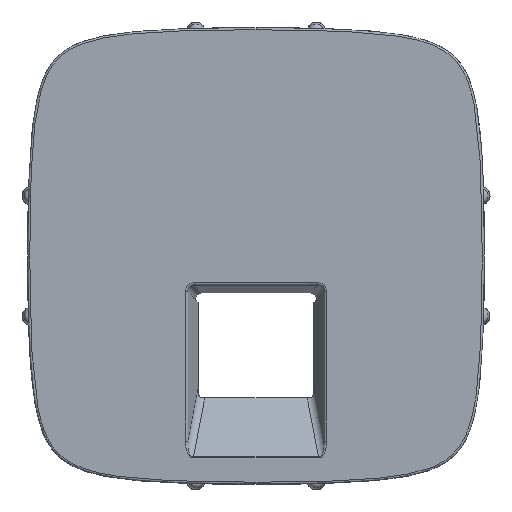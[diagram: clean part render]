
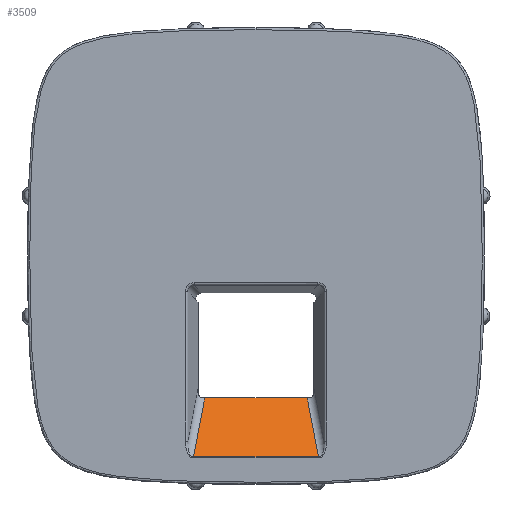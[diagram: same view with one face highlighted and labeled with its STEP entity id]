
A CAD part, top view. The second image highlights one B-rep face of the part: STEP entity #3509.
In plain terms, the highlighted planar face has unit normal (0, 0.463, 0.887).
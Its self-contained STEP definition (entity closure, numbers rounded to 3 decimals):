
#3488=AXIS2_PLACEMENT_3D('Plane Axis2P3D',#3485,#3486,#3487) ;
#1572=CARTESIAN_POINT('Vertex',(-7.256,-23.335,11.166)) ;
#1607=CARTESIAN_POINT('Vertex',(7.256,-23.335,11.166)) ;
#1610=CARTESIAN_POINT('Line Origine',(4.533,-23.335,11.166)) ;
#3069=CARTESIAN_POINT('Vertex',(5.959,-16.5,7.6)) ;
#3072=CARTESIAN_POINT('Line Origine',(6.362,-18.623,8.708)) ;
#3350=CARTESIAN_POINT('Line Origine',(-6.362,-18.623,8.708)) ;
#3354=CARTESIAN_POINT('Vertex',(-5.959,-16.5,7.6)) ;
#3485=CARTESIAN_POINT('Axis2P3D Location',(6.7,-16.5,7.6)) ;
#3490=CARTESIAN_POINT('Line Origine',(2.979,-16.5,7.6)) ;
#3494=CARTESIAN_POINT('Vertex',(0.,-16.5,7.6)) ;
#3497=CARTESIAN_POINT('Line Origine',(-2.979,-16.5,7.6)) ;
#1611=DIRECTION('Vector Direction',(-1.,0.,0.)) ;
#3073=DIRECTION('Vector Direction',(0.166,-0.874,0.456)) ;
#3351=DIRECTION('Vector Direction',(0.166,0.874,-0.456)) ;
#3486=DIRECTION('Axis2P3D Direction',(-0.,-0.463,-0.887)) ;
#3487=DIRECTION('Axis2P3D XDirection',(0.,-0.887,0.463)) ;
#3491=DIRECTION('Vector Direction',(-1.,0.,0.)) ;
#3498=DIRECTION('Vector Direction',(-1.,0.,0.)) ;
#1612=VECTOR('Line Direction',#1611,1.) ;
#3074=VECTOR('Line Direction',#3073,1.) ;
#3352=VECTOR('Line Direction',#3351,1.) ;
#3492=VECTOR('Line Direction',#3491,1.) ;
#3499=VECTOR('Line Direction',#3498,1.) ;
#3503=ORIENTED_EDGE('',*,*,#1614,.F.) ;
#3504=ORIENTED_EDGE('',*,*,#3076,.F.) ;
#3505=ORIENTED_EDGE('',*,*,#3496,.F.) ;
#3506=ORIENTED_EDGE('',*,*,#3501,.T.) ;
#3507=ORIENTED_EDGE('',*,*,#3356,.T.) ;
#3509=ADVANCED_FACE('PartBody',(#3508),#3489,.F.) ;
#1614=EDGE_CURVE('',#1608,#1573,#1613,.T.) ;
#3076=EDGE_CURVE('',#3070,#1608,#3075,.T.) ;
#3356=EDGE_CURVE('',#3355,#1573,#3353,.F.) ;
#3496=EDGE_CURVE('',#3495,#3070,#3493,.F.) ;
#3501=EDGE_CURVE('',#3495,#3355,#3500,.T.) ;
#3502=EDGE_LOOP('',(#3503,#3504,#3505,#3506,#3507)) ;
#3508=FACE_OUTER_BOUND('',#3502,.T.) ;
#1613=LINE('Line',#1610,#1612) ;
#3075=LINE('Line',#3072,#3074) ;
#3353=LINE('Line',#3350,#3352) ;
#3493=LINE('Line',#3490,#3492) ;
#3500=LINE('Line',#3497,#3499) ;
#3489=PLANE('',#3488) ;
#1573=VERTEX_POINT('',#1572) ;
#1608=VERTEX_POINT('',#1607) ;
#3070=VERTEX_POINT('',#3069) ;
#3355=VERTEX_POINT('',#3354) ;
#3495=VERTEX_POINT('',#3494) ;
